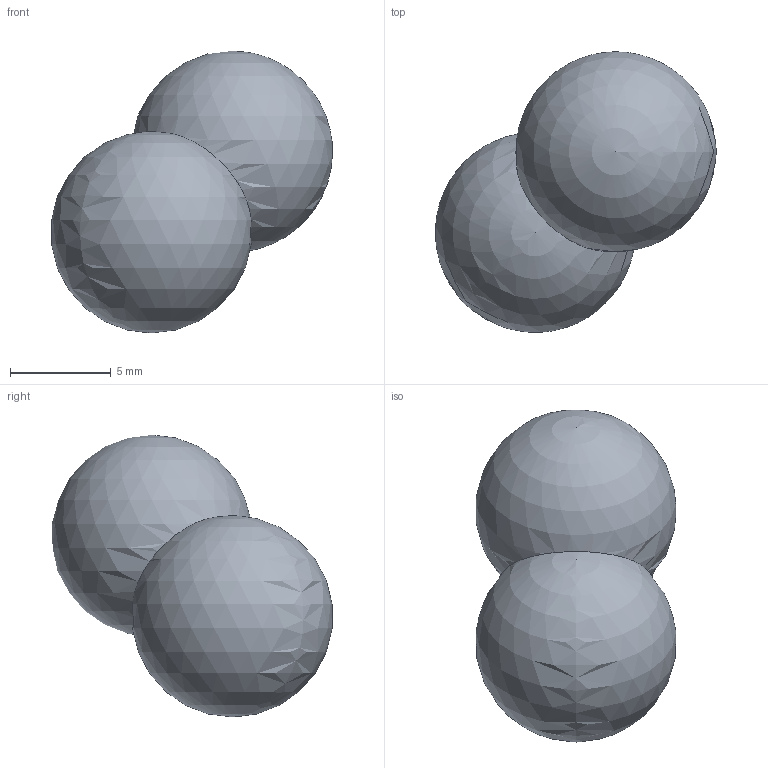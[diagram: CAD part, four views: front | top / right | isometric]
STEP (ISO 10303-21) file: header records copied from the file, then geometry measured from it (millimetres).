
FILE_DESCRIPTION(('FreeCAD Model'),'2;1');
FILE_NAME('sphere+sphere_1.step', '2017-04-02T14:21:44',(''),(''),'Open CASCADE STEP processor 6.8', 'FreeCAD','Unknown');
FILE_SCHEMA(('AUTOMOTIVE_DESIGN_CC2 { 1 2 10303 214 -1 1 5 4 }'));
Length unit declared in the file: millimetre
Products named in the file (2): ASSEMBLY; Fusion
Assembly tree (1 placements, depth 2):
  ASSEMBLY
    Fusion
Bounding box: 13.95 x 13.92 x 14 mm (x, y, z)
Volume: 980.7 mm3; surface area: 531.8 mm2
Topology: 1 solids, 1 shells, 2 faces, 8 edges, 6 vertices
Faces by surface type: sphere 2
Entity records: 339 total; most frequent: CARTESIAN_POINT 204, DIRECTION 20, AXIS2_PLACEMENT_3D 8, ORIENTED_EDGE 8, PCURVE 8, DEFINITIONAL_REPRESENTATION 8, VERTEX_POINT 5, EDGE_CURVE 4
